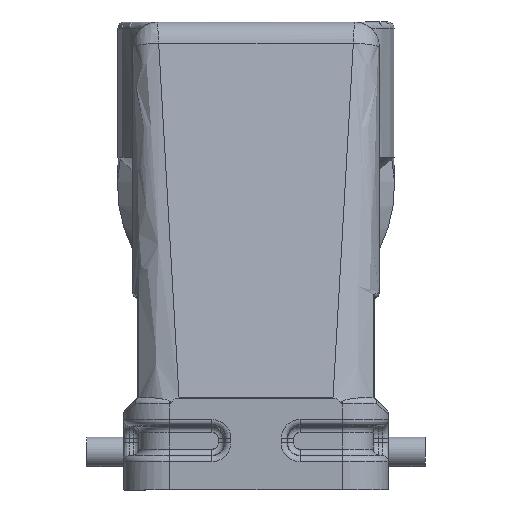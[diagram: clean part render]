
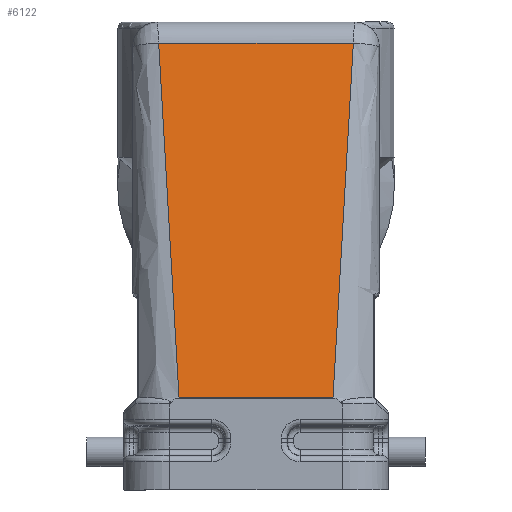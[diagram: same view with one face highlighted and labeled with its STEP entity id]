
A CAD part, left-side view. The second image highlights one B-rep face of the part: STEP entity #6122.
In plain terms, the highlighted planar face has unit normal (-0.99, 0, 0.139).
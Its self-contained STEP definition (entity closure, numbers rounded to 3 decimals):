
#5148=FACE_OUTER_BOUND('',#9004,.T.);
#6122=ADVANCED_FACE('',(#5148),#6686,.T.);
#6686=PLANE('',#16075);
#7165=LINE('',#19506,#7887);
#7507=LINE('',#21872,#8294);
#7508=LINE('',#21874,#8295);
#7509=LINE('',#21876,#8296);
#7887=VECTOR('',#16723,1.);
#8294=VECTOR('',#17756,1.);
#8295=VECTOR('',#17757,1.);
#8296=VECTOR('',#17758,1.);
#9004=EDGE_LOOP('',(#10623,#10624,#10625,#10626));
#10623=ORIENTED_EDGE('',*,*,#13815,.T.);
#10624=ORIENTED_EDGE('',*,*,#14394,.T.);
#10625=ORIENTED_EDGE('',*,*,#14395,.T.);
#10626=ORIENTED_EDGE('',*,*,#14396,.T.);
#12803=VERTEX_POINT('',#19491);
#12806=VERTEX_POINT('',#19505);
#13200=VERTEX_POINT('',#21873);
#13201=VERTEX_POINT('',#21875);
#13815=EDGE_CURVE('',#12803,#12806,#7165,.T.);
#14394=EDGE_CURVE('',#12806,#13200,#7507,.T.);
#14395=EDGE_CURVE('',#13200,#13201,#7508,.T.);
#14396=EDGE_CURVE('',#13201,#12803,#7509,.T.);
#16075=AXIS2_PLACEMENT_3D('',#21877,#17759,#17760);
#16723=DIRECTION('',(0.,1.,0.));
#17756=DIRECTION('',(-0.139,-0.057,-0.989));
#17757=DIRECTION('',(0.,-1.,0.));
#17758=DIRECTION('',(0.139,-0.057,0.989));
#17759=DIRECTION('',(-0.99,0.,0.139));
#17760=DIRECTION('',(-0.139,0.,-0.99));
#19491=CARTESIAN_POINT('',(-38.661,-15.802,72.557));
#19505=CARTESIAN_POINT('',(-38.661,15.802,72.557));
#19506=CARTESIAN_POINT('',(-38.661,-15.802,72.557));
#21872=CARTESIAN_POINT('',(-38.661,15.802,72.557));
#21873=CARTESIAN_POINT('',(-46.74,12.504,15.069));
#21874=CARTESIAN_POINT('',(-46.74,12.504,15.069));
#21875=CARTESIAN_POINT('',(-46.74,-12.504,15.069));
#21876=CARTESIAN_POINT('',(-46.74,-12.504,15.069));
#21877=CARTESIAN_POINT('',(-37.734,16.802,79.149));
